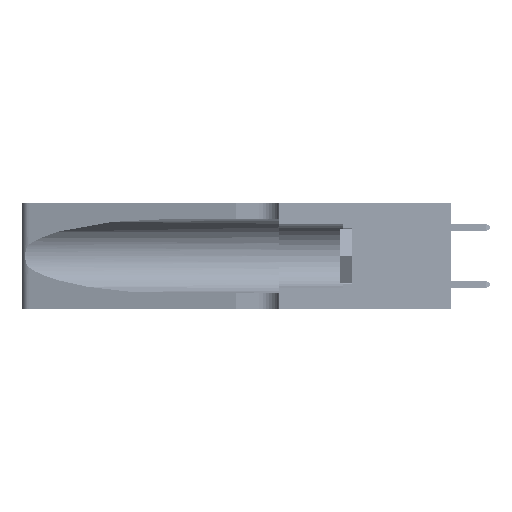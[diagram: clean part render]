
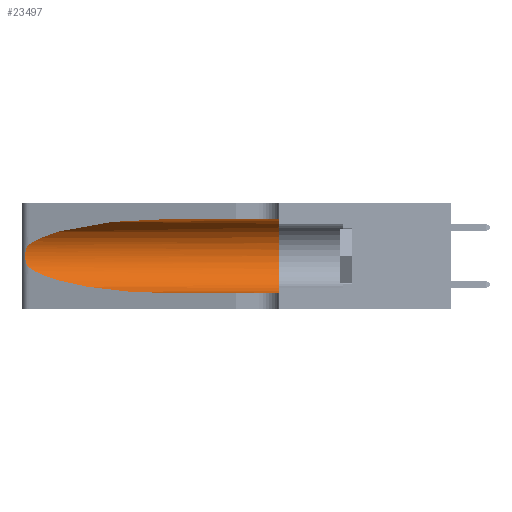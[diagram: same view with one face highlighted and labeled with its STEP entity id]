
A CAD part, left-side view. The second image highlights one B-rep face of the part: STEP entity #23497.
In plain terms, the highlighted cylindrical face has radius 3.308 mm (diameter 6.617 mm), a partial arc.
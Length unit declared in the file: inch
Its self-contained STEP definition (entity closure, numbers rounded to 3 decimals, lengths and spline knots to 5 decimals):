
#947 = AXIS2_PLACEMENT_3D ( 'NONE', #4219, #47898, #40015 ) ;
#1169 = EDGE_CURVE ( 'NONE', #23740, #31399, #3810, .T. ) ;
#3144 = CARTESIAN_POINT ( 'NONE',  ( 0.26075, 1.23896, 0.19203 ) ) ;
#3810 =( BOUNDED_CURVE ( )  B_SPLINE_CURVE ( 3, ( #35213, #7427, #11483, #39121 ),
 .UNSPECIFIED., .F., .F. ) 
 B_SPLINE_CURVE_WITH_KNOTS ( ( 4, 4 ),
 ( 3.44316, 4.71239 ),
 .UNSPECIFIED. ) 
 CURVE ( )  GEOMETRIC_REPRESENTATION_ITEM ( )  RATIONAL_B_SPLINE_CURVE ( ( 1., 0.87, 0.87, 1. ) ) 
 REPRESENTATION_ITEM ( '' )  );
#4219 = CARTESIAN_POINT ( 'NONE',  ( 0.1305, 1.61858, 0.185 ) ) ;
#4470 = VERTEX_POINT ( 'NONE', #49286 ) ;
#6644 = CARTESIAN_POINT ( 'NONE',  ( 0.1305, 0.72297, 0.31525 ) ) ;
#6777 = VECTOR ( 'NONE', #46395, 39.37008 ) ;
#7271 = CARTESIAN_POINT ( 'NONE',  ( 0.26017, 1.23833, 0.17102 ) ) ;
#7427 = CARTESIAN_POINT ( 'NONE',  ( 0.2373, 1.15595, 0.08982 ) ) ;
#7821 = VERTEX_POINT ( 'NONE', #44642 ) ;
#10718 = CARTESIAN_POINT ( 'NONE',  ( 0.2373, 1.15595, 0.28018 ) ) ;
#11174 = VERTEX_POINT ( 'NONE', #33232 ) ;
#11343 = CARTESIAN_POINT ( 'NONE',  ( 0.25789, 1.23486, 0.15765 ) ) ;
#11483 = CARTESIAN_POINT ( 'NONE',  ( 0.18966, 0.96281, 0.05475 ) ) ;
#11527 = AXIS2_PLACEMENT_3D ( 'NONE', #22773, #50299, #26743 ) ;
#12051 = ORIENTED_EDGE ( 'NONE', *, *, #29887, .F. ) ;
#12874 = CARTESIAN_POINT ( 'NONE',  ( 0.1305, 0.35, 0.31525 ) ) ;
#13167 = CIRCLE ( 'NONE', #11527, 0.13025 ) ;
#15147 = ORIENTED_EDGE ( 'NONE', *, *, #1169, .T. ) ;
#15163 = CARTESIAN_POINT ( 'NONE',  ( 0.25487, 1.22718, 0.22369 ) ) ;
#15345 = CARTESIAN_POINT ( 'NONE',  ( 0.25555, 1.22993, 0.14849 ) ) ;
#17714 = VERTEX_POINT ( 'NONE', #12874 ) ;
#18662 = B_SPLINE_CURVE_WITH_KNOTS ( 'NONE', 3,
 ( #15163, #19171, #46724, #23101, #50640, #27103, #3144, #31098, #7271, #35069, #11343, #38974, #15345, #42981 ),
 .UNSPECIFIED., .F., .F.,
 ( 4, 2, 2, 2, 2, 2, 4 ),
 ( 0., 0.00027, 0.00053, 0.00107, 0.0016, 0.00187, 0.00214 ),
 .UNSPECIFIED. ) ;
#18700 = LINE ( 'NONE', #22785, #6777 ) ;
#19171 = CARTESIAN_POINT ( 'NONE',  ( 0.25555, 1.22994, 0.2215 ) ) ;
#19319 = EDGE_CURVE ( 'NONE', #11174, #23740, #18662, .T. ) ;
#22533 = ORIENTED_EDGE ( 'NONE', *, *, #36020, .T. ) ;
#22773 = CARTESIAN_POINT ( 'NONE',  ( 0.1305, 0.35, 0.185 ) ) ;
#22785 = CARTESIAN_POINT ( 'NONE',  ( 0.1305, 1.61858, 0.05475 ) ) ;
#23101 = CARTESIAN_POINT ( 'NONE',  ( 0.25787, 1.23484, 0.2124 ) ) ;
#23217 = LINE ( 'NONE', #36877, #43009 ) ;
#23497 = ADVANCED_FACE ( 'NONE', ( #48352 ), #26181, .F. ) ;
#23740 = VERTEX_POINT ( 'NONE', #25674 ) ;
#24937 = DIRECTION ( 'NONE',  ( 0., -1., 0. ) ) ;
#25674 = CARTESIAN_POINT ( 'NONE',  ( 0.25487, 1.22718, 0.14631 ) ) ;
#26181 = CYLINDRICAL_SURFACE ( 'NONE', #947, 0.13025 ) ;
#26743 = DIRECTION ( 'NONE',  ( 0., 0., 1. ) ) ;
#26853 = EDGE_CURVE ( 'NONE', #31399, #4470, #18700, .T. ) ;
#27103 = CARTESIAN_POINT ( 'NONE',  ( 0.26018, 1.23835, 0.19895 ) ) ;
#28937 = CARTESIAN_POINT ( 'NONE',  ( 0.1305, 0.72297, 0.05475 ) ) ;
#29390 = ORIENTED_EDGE ( 'NONE', *, *, #50354, .F. ) ;
#29887 = EDGE_CURVE ( 'NONE', #7821, #17714, #23217, .T. ) ;
#31098 = CARTESIAN_POINT ( 'NONE',  ( 0.26075, 1.23896, 0.178 ) ) ;
#31399 = VERTEX_POINT ( 'NONE', #28937 ) ;
#33217 =( BOUNDED_CURVE ( )  B_SPLINE_CURVE ( 3, ( #6644, #34454, #10718, #38376 ),
 .UNSPECIFIED., .F., .T. ) 
 B_SPLINE_CURVE_WITH_KNOTS ( ( 4, 4 ),
 ( 1.5708, 2.84003 ),
 .UNSPECIFIED. ) 
 CURVE ( )  GEOMETRIC_REPRESENTATION_ITEM ( )  RATIONAL_B_SPLINE_CURVE ( ( 1., 0.87, 0.87, 1. ) ) 
 REPRESENTATION_ITEM ( '' )  );
#33232 = CARTESIAN_POINT ( 'NONE',  ( 0.25487, 1.22718, 0.22369 ) ) ;
#34454 = CARTESIAN_POINT ( 'NONE',  ( 0.18966, 0.96281, 0.31525 ) ) ;
#35069 = CARTESIAN_POINT ( 'NONE',  ( 0.25856, 1.23593, 0.16098 ) ) ;
#35213 = CARTESIAN_POINT ( 'NONE',  ( 0.25487, 1.22718, 0.14631 ) ) ;
#36020 = EDGE_CURVE ( 'NONE', #7821, #11174, #33217, .T. ) ;
#36877 = CARTESIAN_POINT ( 'NONE',  ( 0.1305, 1.61858, 0.31525 ) ) ;
#38376 = CARTESIAN_POINT ( 'NONE',  ( 0.25487, 1.22718, 0.22369 ) ) ;
#38974 = CARTESIAN_POINT ( 'NONE',  ( 0.25639, 1.23186, 0.15144 ) ) ;
#39121 = CARTESIAN_POINT ( 'NONE',  ( 0.1305, 0.72297, 0.05475 ) ) ;
#40015 = DIRECTION ( 'NONE',  ( 0., 0., -1. ) ) ;
#42492 = EDGE_LOOP ( 'NONE', ( #22533, #43545, #15147, #49069, #29390, #12051 ) ) ;
#42981 = CARTESIAN_POINT ( 'NONE',  ( 0.25487, 1.22718, 0.14631 ) ) ;
#43009 = VECTOR ( 'NONE', #24937, 39.37008 ) ;
#43545 = ORIENTED_EDGE ( 'NONE', *, *, #19319, .T. ) ;
#44642 = CARTESIAN_POINT ( 'NONE',  ( 0.1305, 0.72297, 0.31525 ) ) ;
#46395 = DIRECTION ( 'NONE',  ( 0., -1., 0. ) ) ;
#46724 = CARTESIAN_POINT ( 'NONE',  ( 0.25639, 1.23184, 0.21858 ) ) ;
#47898 = DIRECTION ( 'NONE',  ( 0., -1., 0. ) ) ;
#48352 = FACE_OUTER_BOUND ( 'NONE', #42492, .T. ) ;
#49069 = ORIENTED_EDGE ( 'NONE', *, *, #26853, .T. ) ;
#49286 = CARTESIAN_POINT ( 'NONE',  ( 0.1305, 0.35, 0.05475 ) ) ;
#50299 = DIRECTION ( 'NONE',  ( 0., 1., 0. ) ) ;
#50354 = EDGE_CURVE ( 'NONE', #17714, #4470, #13167, .T. ) ;
#50640 = CARTESIAN_POINT ( 'NONE',  ( 0.25854, 1.2359, 0.20912 ) ) ;
